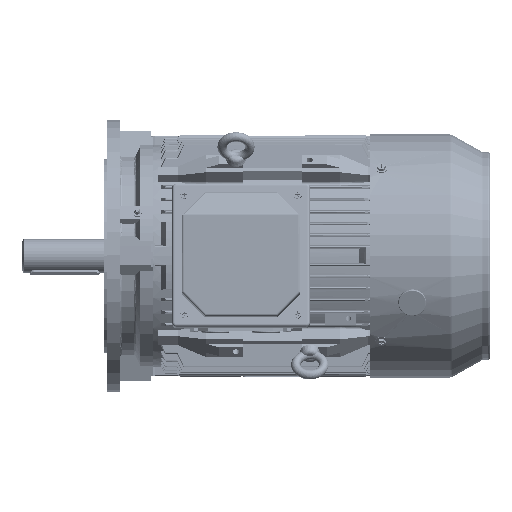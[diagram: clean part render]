
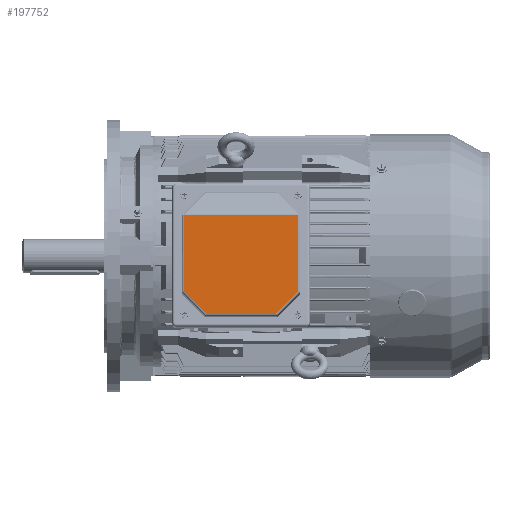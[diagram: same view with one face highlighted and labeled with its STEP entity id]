
A CAD part, top view. The second image highlights one B-rep face of the part: STEP entity #197752.
In plain terms, the highlighted face is planar.
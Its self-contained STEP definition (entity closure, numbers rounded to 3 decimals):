
#115609 = LINE ( 'NONE', #115819, #115818 ) ;
#115769 = DIRECTION ( 'NONE',  ( -0.702, -0.702, -0.124 ) ) ;
#115771 = VECTOR ( 'NONE', #115769, 1000. ) ;
#115774 = CARTESIAN_POINT ( 'NONE',  ( 49.668, -74.611, -17.084 ) ) ;
#115776 = LINE ( 'NONE', #115774, #115771 ) ;
#115812 = CARTESIAN_POINT ( 'NONE',  ( 79.021, -45.257, -11.908 ) ) ;
#115816 = DIRECTION ( 'NONE',  ( 0., -1., 0. ) ) ;
#115818 = VECTOR ( 'NONE', #115816, 1000. ) ;
#115819 = CARTESIAN_POINT ( 'NONE',  ( 79.021, 76.5, -11.908 ) ) ;
#116023 = VECTOR ( 'NONE', #116234, 1000. ) ;
#116024 = CARTESIAN_POINT ( 'NONE',  ( 79.668, 44.611, -11.794 ) ) ;
#116026 = LINE ( 'NONE', #116024, #116023 ) ;
#116050 = DIRECTION ( 'NONE',  ( 0.985, 0., 0.174 ) ) ;
#116052 = VECTOR ( 'NONE', #116050, 1000. ) ;
#116055 = CARTESIAN_POINT ( 'NONE',  ( 51.5, 73.5, -16.761 ) ) ;
#116057 = LINE ( 'NONE', #116055, #116052 ) ;
#116126 = CARTESIAN_POINT ( 'NONE',  ( -45.825, -73.5, -33.922 ) ) ;
#116131 = CARTESIAN_POINT ( 'NONE',  ( 50.778, -73.5, -16.888 ) ) ;
#116149 = DIRECTION ( 'NONE',  ( -0.985, 0., -0.174 ) ) ;
#116151 = VECTOR ( 'NONE', #116149, 1000. ) ;
#116153 = CARTESIAN_POINT ( 'NONE',  ( 81.5, -73.5, -11.471 ) ) ;
#116154 = LINE ( 'NONE', #116153, #116151 ) ;
#116205 = DIRECTION ( 'NONE',  ( 0.985, 0., 0.174 ) ) ;
#116208 = DIRECTION ( 'NONE',  ( -0.174, 0., 0.985 ) ) ;
#116209 = CARTESIAN_POINT ( 'NONE',  ( 81.5, 76.5, -11.471 ) ) ;
#116212 = AXIS2_PLACEMENT_3D ( 'NONE', #116209, #116208, #116205 ) ;
#116220 = PLANE ( 'NONE',  #116212 ) ;
#116223 = FACE_OUTER_BOUND ( 'NONE', #197754, .T. ) ;
#116231 = CARTESIAN_POINT ( 'NONE',  ( 79.021, 45.257, -11.908 ) ) ;
#116234 = DIRECTION ( 'NONE',  ( 0.702, -0.702, 0.124 ) ) ;
#116274 = CARTESIAN_POINT ( 'NONE',  ( 50.778, 73.5, -16.888 ) ) ;
#116303 = CARTESIAN_POINT ( 'NONE',  ( -45.825, 73.5, -33.922 ) ) ;
#116320 = DIRECTION ( 'NONE',  ( 0., 1., 0. ) ) ;
#116321 = VECTOR ( 'NONE', #116320, 1000. ) ;
#116324 = CARTESIAN_POINT ( 'NONE',  ( -45.825, 74.5, -33.922 ) ) ;
#116326 = LINE ( 'NONE', #116324, #116321 ) ;
#197672 = ORIENTED_EDGE ( 'NONE', *, *, #197673, .T. ) ;
#197673 = EDGE_CURVE ( 'NONE', #197750, #197676, #115609, .T. ) ;
#197676 = VERTEX_POINT ( 'NONE', #115812 ) ;
#197682 = ORIENTED_EDGE ( 'NONE', *, *, #197683, .T. ) ;
#197683 = EDGE_CURVE ( 'NONE', #197676, #197764, #115776, .T. ) ;
#197738 = ORIENTED_EDGE ( 'NONE', *, *, #197742, .T. ) ;
#197742 = EDGE_CURVE ( 'NONE', #197776, #197779, #116057, .T. ) ;
#197746 = ORIENTED_EDGE ( 'NONE', *, *, #197749, .T. ) ;
#197749 = EDGE_CURVE ( 'NONE', #197779, #197750, #116026, .T. ) ;
#197750 = VERTEX_POINT ( 'NONE', #116231 ) ;
#197752 = ADVANCED_FACE ( 'NONE', ( #116223 ), #116220, .F. ) ;
#197754 = EDGE_LOOP ( 'NONE', ( #197757, #197770, #197738, #197746, #197672, #197682 ) ) ;
#197757 = ORIENTED_EDGE ( 'NONE', *, *, #197761, .T. ) ;
#197761 = EDGE_CURVE ( 'NONE', #197764, #197767, #116154, .T. ) ;
#197764 = VERTEX_POINT ( 'NONE', #116131 ) ;
#197767 = VERTEX_POINT ( 'NONE', #116126 ) ;
#197770 = ORIENTED_EDGE ( 'NONE', *, *, #197773, .T. ) ;
#197773 = EDGE_CURVE ( 'NONE', #197767, #197776, #116326, .T. ) ;
#197776 = VERTEX_POINT ( 'NONE', #116303 ) ;
#197779 = VERTEX_POINT ( 'NONE', #116274 ) ;
